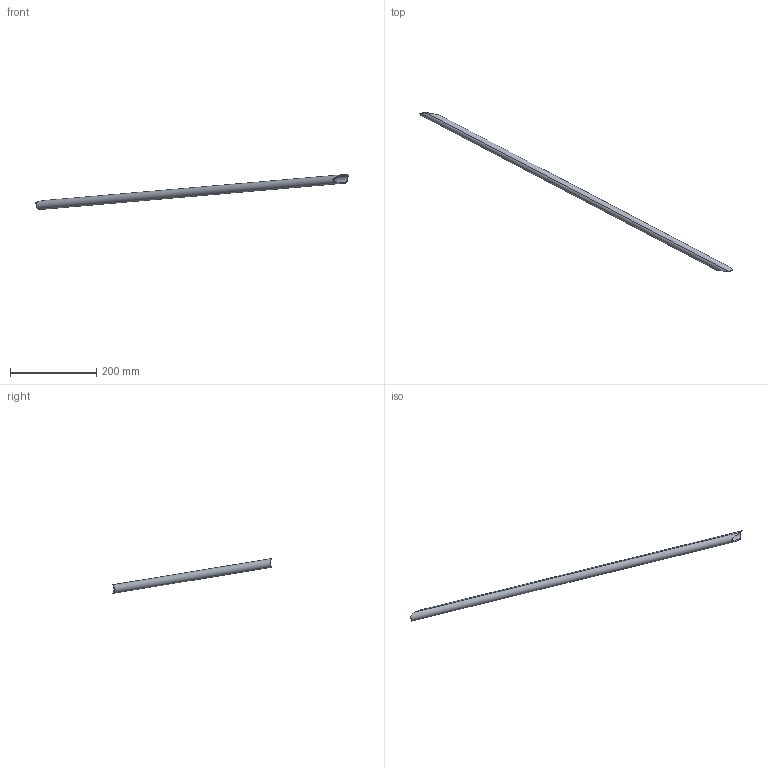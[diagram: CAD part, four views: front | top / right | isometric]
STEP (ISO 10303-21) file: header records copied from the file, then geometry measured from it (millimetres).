
FILE_DESCRIPTION(('STEP AP214'),'1');
FILE_NAME('110.stp','2019-12-02T12:17:49',(' '),(' '),'Spatial InterOp 3D',' ',' ');
FILE_SCHEMA(('AUTOMOTIVE_DESIGN { 1 0 10303 214 1 1 1 1 }'));
Length unit declared in the file: metre
Products named in the file (1): PartBody/Trim.3
Bounding box: 725.69 x 368.28 x 80.95 mm (x, y, z)
Volume: 68266.8 mm3; surface area: 91390 mm2
Topology: 1 solids, 1 shells, 13 faces, 39 edges, 26 vertices
Faces by surface type: cylinder 13
Entity records: 1639 total; most frequent: CARTESIAN_POINT 1040, ORIENTED_EDGE 78, STYLED_ITEM 49, PRESENTATION_STYLE_ASSIGNMENT 49, COLOUR_RGB 49, EDGE_CURVE 39, DIRECTION 36, CURVE_STYLE 35
